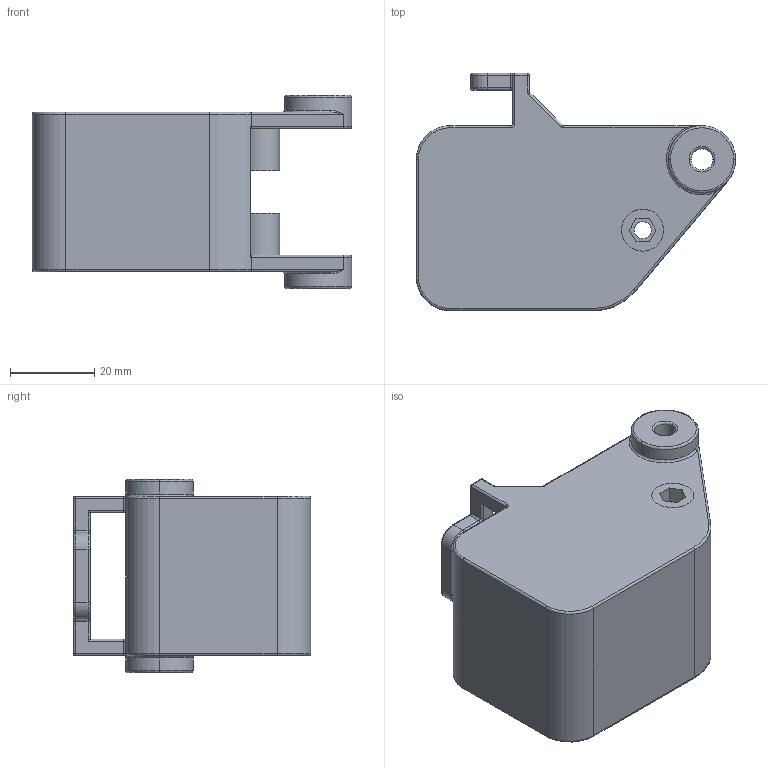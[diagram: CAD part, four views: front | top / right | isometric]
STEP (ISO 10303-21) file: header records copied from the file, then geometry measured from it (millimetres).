
FILE_DESCRIPTION (( 'STEP AP214' ), '1' );
FILE_NAME ('湖荂璃3.STEP', '2024-11-24T02:36:48', ( '' ), ( '' ), 'SwSTEP 2.0', 'SolidWorks 2023', '' );
FILE_SCHEMA (( 'AUTOMOTIVE_DESIGN' ));
Length unit declared in the file: millimetre
Products named in the file (2): 打印件3; 夹爪支架
Assembly tree (1 placements, depth 2):
  打印件3
    夹爪支架
Bounding box: 76 x 56.5 x 46 mm (x, y, z)
Volume: 39939.8 mm3; surface area: 22673.4 mm2
Topology: 2 solids, 2 shells, 226 faces, 557 edges, 330 vertices
Faces by surface type: cylinder 85, plane 75, torus 58, bspline 4, sphere 4
Entity records: 6841 total; most frequent: CARTESIAN_POINT 1309, DIRECTION 1237, ORIENTED_EDGE 1098, EDGE_CURVE 549, AXIS2_PLACEMENT_3D 478, VERTEX_POINT 330, LINE 281, VECTOR 281
